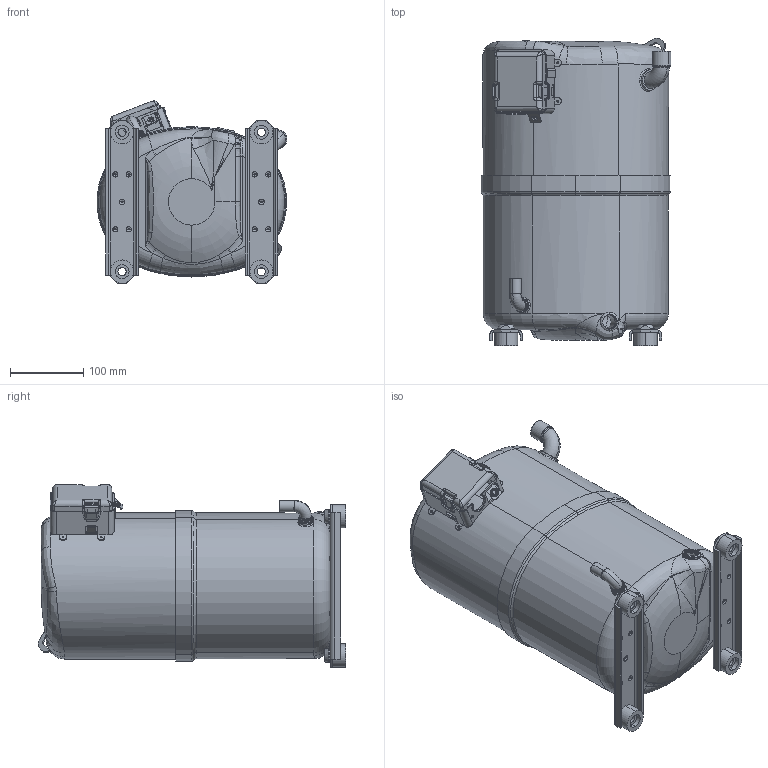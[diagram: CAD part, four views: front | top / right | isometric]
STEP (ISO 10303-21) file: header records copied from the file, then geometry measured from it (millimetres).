
FILE_DESCRIPTION (( 'STEP AP203' ), '1' );
FILE_NAME ('703292D.STEP', '2013-05-22T13:55:58', ( '' ), ( '' ), 'SwSTEP 2.0', 'SolidWorks 2013', '' );
FILE_SCHEMA (( 'CONFIG_CONTROL_DESIGN' ));
Length unit declared in the file: inch
Products named in the file (1): 703292D
Bounding box: 259.45 x 420.41 x 249.26 mm (x, y, z)
Surface area: 507046.8 mm2 (no closed solid volume)
Topology: 0 solids, 26 shells, 639 faces, 2060 edges, 1411 vertices
Faces by surface type: cylinder 200, plane 200, bspline 90, torus 89, sphere 48, cone 12
Entity records: 39148 total; most frequent: CARTESIAN_POINT 21860, DIRECTION 3492, ORIENTED_EDGE 3419, EDGE_CURVE 2035, VERTEX_POINT 1411, AXIS2_PLACEMENT_3D 1314, LINE 864, VECTOR 864
